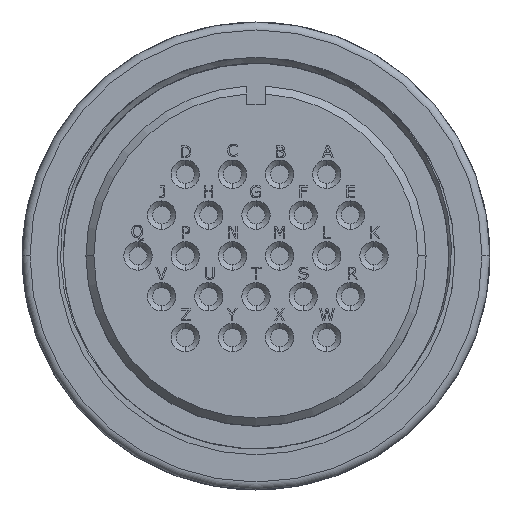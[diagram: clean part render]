
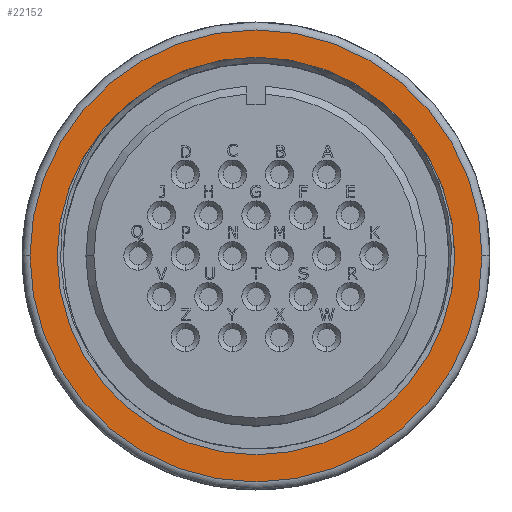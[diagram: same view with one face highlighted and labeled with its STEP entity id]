
A CAD part, top view. The second image highlights one B-rep face of the part: STEP entity #22152.
In plain terms, the highlighted planar face has unit normal (0, 0, 1).
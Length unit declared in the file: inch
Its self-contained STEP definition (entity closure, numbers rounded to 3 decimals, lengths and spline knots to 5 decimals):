
#1440 = CARTESIAN_POINT ( 'NONE',  ( 0.75, 0., -0.076 ) ) ;
#1443 = DIRECTION ( 'NONE',  ( 0., 0., 1. ) ) ;
#2561 = FACE_OUTER_BOUND ( 'NONE', #19505, .T. ) ;
#3353 = ORIENTED_EDGE ( 'NONE', *, *, #18252, .T. ) ;
#3959 = CIRCLE ( 'NONE', #20130, 0.75 ) ;
#4029 = CARTESIAN_POINT ( 'NONE',  ( 0., 0., -0.076 ) ) ;
#4147 = EDGE_CURVE ( 'NONE', #4270, #11333, #3959, .T. ) ;
#4270 = VERTEX_POINT ( 'NONE', #23231 ) ;
#5861 = EDGE_LOOP ( 'NONE', ( #26899, #17542 ) ) ;
#6008 = CARTESIAN_POINT ( 'NONE',  ( 0.8525, 0., -0.076 ) ) ;
#6362 = DIRECTION ( 'NONE',  ( 1., 0., 0. ) ) ;
#7112 = PLANE ( 'NONE',  #29479 ) ;
#9480 = DIRECTION ( 'NONE',  ( 1., 0., 0. ) ) ;
#9718 = VERTEX_POINT ( 'NONE', #6008 ) ;
#11333 = VERTEX_POINT ( 'NONE', #1440 ) ;
#11739 = CARTESIAN_POINT ( 'NONE',  ( 0., 0., -0.076 ) ) ;
#12606 = AXIS2_PLACEMENT_3D ( 'NONE', #11739, #28219, #14097 ) ;
#13237 = CARTESIAN_POINT ( 'NONE',  ( 0., 0., -0.076 ) ) ;
#13254 = AXIS2_PLACEMENT_3D ( 'NONE', #13237, #29712, #15581 ) ;
#14065 = ORIENTED_EDGE ( 'NONE', *, *, #28699, .T. ) ;
#14097 = DIRECTION ( 'NONE',  ( 1., 0., 0. ) ) ;
#14108 = CIRCLE ( 'NONE', #12606, 0.75 ) ;
#14334 = FACE_BOUND ( 'NONE', #5861, .T. ) ;
#14806 = CIRCLE ( 'NONE', #16166, 0.8525 ) ;
#15581 = DIRECTION ( 'NONE',  ( 1., 0., 0. ) ) ;
#16166 = AXIS2_PLACEMENT_3D ( 'NONE', #4029, #20511, #6362 ) ;
#17542 = ORIENTED_EDGE ( 'NONE', *, *, #4147, .F. ) ;
#18252 = EDGE_CURVE ( 'NONE', #29142, #9718, #20738, .T. ) ;
#19505 = EDGE_LOOP ( 'NONE', ( #14065, #3353 ) ) ;
#20130 = AXIS2_PLACEMENT_3D ( 'NONE', #21655, #1443, #28528 ) ;
#20511 = DIRECTION ( 'NONE',  ( 0., 0., 1. ) ) ;
#20738 = CIRCLE ( 'NONE', #13254, 0.8525 ) ;
#21655 = CARTESIAN_POINT ( 'NONE',  ( 0., 0., -0.076 ) ) ;
#22152 = ADVANCED_FACE ( 'NONE', ( #14334, #2561 ), #7112, .T. ) ;
#23231 = CARTESIAN_POINT ( 'NONE',  ( -0.75, 0., -0.076 ) ) ;
#23630 = DIRECTION ( 'NONE',  ( 0., 0., 1. ) ) ;
#25885 = CARTESIAN_POINT ( 'NONE',  ( 0., 0., -0.076 ) ) ;
#26769 = CARTESIAN_POINT ( 'NONE',  ( -0.8525, 0., -0.076 ) ) ;
#26899 = ORIENTED_EDGE ( 'NONE', *, *, #27934, .F. ) ;
#27934 = EDGE_CURVE ( 'NONE', #11333, #4270, #14108, .T. ) ;
#28219 = DIRECTION ( 'NONE',  ( 0., 0., 1. ) ) ;
#28528 = DIRECTION ( 'NONE',  ( 1., 0., 0. ) ) ;
#28699 = EDGE_CURVE ( 'NONE', #9718, #29142, #14806, .T. ) ;
#29142 = VERTEX_POINT ( 'NONE', #26769 ) ;
#29479 = AXIS2_PLACEMENT_3D ( 'NONE', #25885, #23630, #9480 ) ;
#29712 = DIRECTION ( 'NONE',  ( 0., 0., 1. ) ) ;
